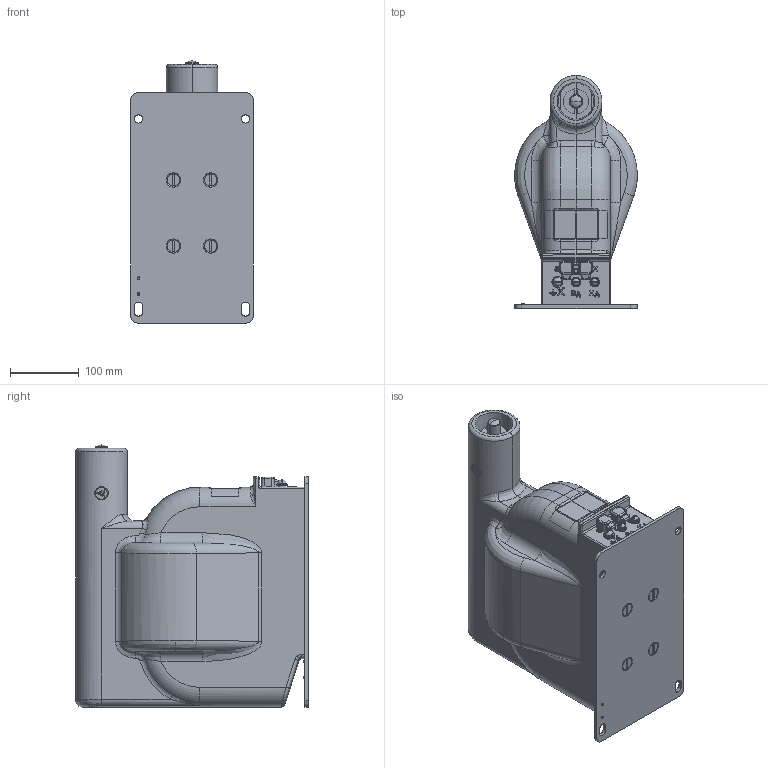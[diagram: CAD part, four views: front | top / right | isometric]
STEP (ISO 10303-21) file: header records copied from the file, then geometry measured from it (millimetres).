
FILE_DESCRIPTION (( 'STEP AP203' ), '1' );
FILE_NAME ('ﾇﾍﾎﾋ.01ﾏ.380-20.STEP', '2016-04-18T08:04:24', ( '' ), ( '' ), 'SwSTEP 2.0', 'SolidWorks 2010', '' );
FILE_SCHEMA (( 'CONFIG_CONTROL_DESIGN' ));
Length unit declared in the file: millimetre
Products named in the file (1): ﾇﾍﾎﾋ.01ﾏ.380-20
Bounding box: 178 x 337.5 x 380 mm (x, y, z)
Surface area: 454530.3 mm2 (no closed solid volume)
Topology: 0 solids, 38 shells, 534 faces, 1575 edges, 1056 vertices
Faces by surface type: plane 195, cylinder 135, bspline 103, cone 59, sphere 22, torus 20
Entity records: 22817 total; most frequent: CARTESIAN_POINT 9445, DIRECTION 2692, ORIENTED_EDGE 2635, EDGE_CURVE 1569, VERTEX_POINT 1056, AXIS2_PLACEMENT_3D 1002, VECTOR 688, LINE 688
